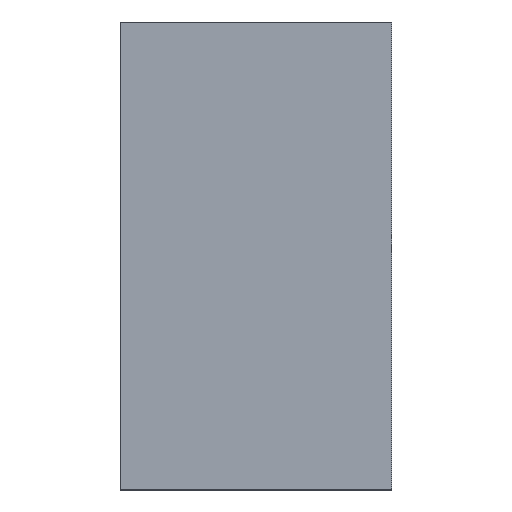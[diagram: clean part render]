
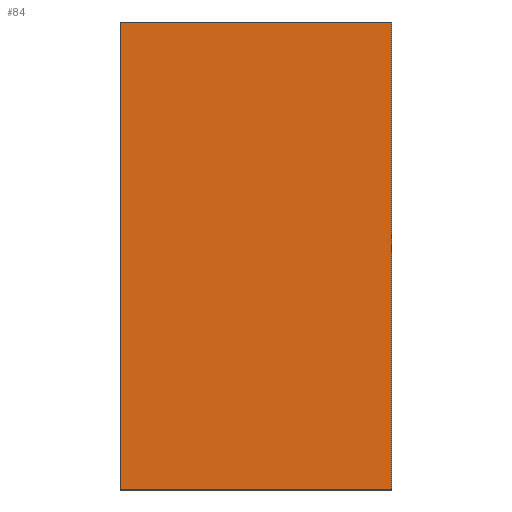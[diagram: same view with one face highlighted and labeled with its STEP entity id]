
A CAD part, front view. The second image highlights one B-rep face of the part: STEP entity #84.
In plain terms, the highlighted planar face has unit normal (0, -1, 0).
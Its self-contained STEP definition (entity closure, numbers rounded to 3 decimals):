
#84=ADVANCED_FACE('',(#197),#198,.T.);
#197=FACE_OUTER_BOUND('',#342,.T.);
#198=PLANE('',#343);
#342=EDGE_LOOP('',(#494,#495,#496,#497));
#343=AXIS2_PLACEMENT_3D('',#498,#499,#500);
#494=ORIENTED_EDGE('',*,*,#749,.F.);
#495=ORIENTED_EDGE('',*,*,#741,.F.);
#496=ORIENTED_EDGE('',*,*,#744,.F.);
#497=ORIENTED_EDGE('',*,*,#747,.F.);
#498=CARTESIAN_POINT('',(-293.5,-152.0,390.0));
#499=DIRECTION('',(0.0,-1.0,0.0));
#500=DIRECTION('',(-1.0,0.0,0.0));
#741=EDGE_CURVE('',#856,#854,#858,.T.);
#744=EDGE_CURVE('',#860,#856,#862,.T.);
#747=EDGE_CURVE('',#864,#860,#866,.T.);
#749=EDGE_CURVE('',#854,#864,#868,.T.);
#854=VERTEX_POINT('',#1012);
#856=VERTEX_POINT('',#1015);
#858=LINE('',#1018,#1019);
#860=VERTEX_POINT('',#1021);
#862=LINE('',#1024,#1025);
#864=VERTEX_POINT('',#1027);
#866=LINE('',#1030,#1031);
#868=LINE('',#1033,#1034);
#1012=CARTESIAN_POINT('',(-86.5,-152.0,747.0));
#1015=CARTESIAN_POINT('',(-500.5,-152.0,747.0));
#1018=CARTESIAN_POINT('',(-293.5,-152.0,747.0));
#1019=VECTOR('',#1221,1.0);
#1021=CARTESIAN_POINT('',(-500.5,-152.0,33.));
#1024=CARTESIAN_POINT('',(-500.5,-152.0,390.0));
#1025=VECTOR('',#1223,1.0);
#1027=CARTESIAN_POINT('',(-86.5,-152.0,33.));
#1030=CARTESIAN_POINT('',(-293.5,-152.0,33.));
#1031=VECTOR('',#1225,1.0);
#1033=CARTESIAN_POINT('',(-86.5,-152.0,390.0));
#1034=VECTOR('',#1226,1.0);
#1221=DIRECTION('',(1.0,0.0,0.0));
#1223=DIRECTION('',(0.0,0.0,1.0));
#1225=DIRECTION('',(-1.0,0.0,0.0));
#1226=DIRECTION('',(0.0,0.0,-1.0));
